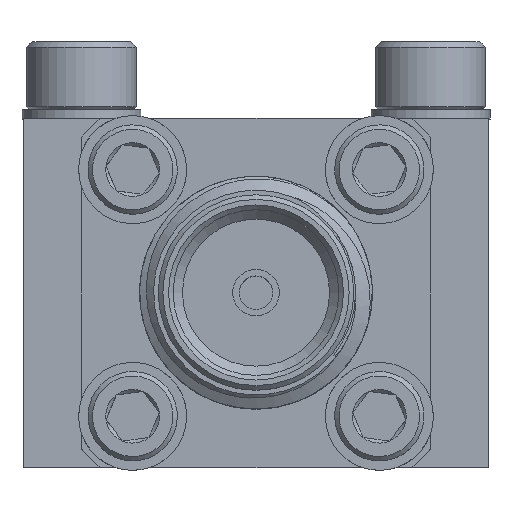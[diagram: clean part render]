
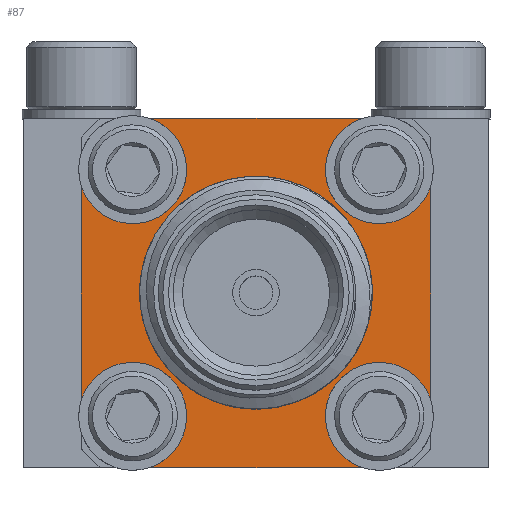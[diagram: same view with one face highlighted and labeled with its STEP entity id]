
A CAD part, top view. The second image highlights one B-rep face of the part: STEP entity #87.
In plain terms, the highlighted planar face has unit normal (0, 0, 1).
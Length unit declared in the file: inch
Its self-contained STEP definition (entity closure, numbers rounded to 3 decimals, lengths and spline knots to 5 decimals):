
#5 = LINE ( 'NONE', #10183, #5547 ) ;
#87 = ADVANCED_FACE ( 'NONE', ( #5947, #1287 ), #9654, .F. ) ;
#268 = CARTESIAN_POINT ( 'NONE',  ( 0., 0., 0.07 ) ) ;
#275 = DIRECTION ( 'NONE',  ( 1., 0., 0. ) ) ;
#290 = VERTEX_POINT ( 'NONE', #7387 ) ;
#377 = DIRECTION ( 'NONE',  ( 0., 0., 1. ) ) ;
#748 = VERTEX_POINT ( 'NONE', #3449 ) ;
#806 = EDGE_LOOP ( 'NONE', ( #3653 ) ) ;
#1037 = CIRCLE ( 'NONE', #9357, 0.058 ) ;
#1053 = ORIENTED_EDGE ( 'NONE', *, *, #9971, .T. ) ;
#1114 = AXIS2_PLACEMENT_3D ( 'NONE', #6972, #377, #11352 ) ;
#1228 = DIRECTION ( 'NONE',  ( -1., 0., 0. ) ) ;
#1287 = FACE_OUTER_BOUND ( 'NONE', #9527, .T. ) ;
#1436 = CARTESIAN_POINT ( 'NONE',  ( 0.1875, -0.11409, 0.07 ) ) ;
#1759 = VERTEX_POINT ( 'NONE', #1436 ) ;
#1824 = AXIS2_PLACEMENT_3D ( 'NONE', #7625, #8707, #4896 ) ;
#1858 = LINE ( 'NONE', #9129, #6633 ) ;
#2214 = VERTEX_POINT ( 'NONE', #10433 ) ;
#2347 = EDGE_CURVE ( 'NONE', #2214, #748, #11587, .T. ) ;
#2449 = AXIS2_PLACEMENT_3D ( 'NONE', #10867, #11858, #7111 ) ;
#2783 = VERTEX_POINT ( 'NONE', #10292 ) ;
#3277 = AXIS2_PLACEMENT_3D ( 'NONE', #268, #4136, #1228 ) ;
#3291 = CARTESIAN_POINT ( 'NONE',  ( -0.11409, 0.1875, 0.07 ) ) ;
#3449 = CARTESIAN_POINT ( 'NONE',  ( 0.1875, 0.11409, 0.07 ) ) ;
#3653 = ORIENTED_EDGE ( 'NONE', *, *, #4801, .F. ) ;
#3813 = DIRECTION ( 'NONE',  ( -1., 0., 0. ) ) ;
#3980 = EDGE_CURVE ( 'NONE', #8709, #1759, #1037, .T. ) ;
#3983 = ORIENTED_EDGE ( 'NONE', *, *, #6318, .T. ) ;
#4136 = DIRECTION ( 'NONE',  ( 0., 0., -1. ) ) ;
#4450 = VECTOR ( 'NONE', #275, 39.37008 ) ;
#4801 = EDGE_CURVE ( 'NONE', #2783, #2783, #4968, .T. ) ;
#4821 = EDGE_CURVE ( 'NONE', #1759, #748, #5, .T. ) ;
#4896 = DIRECTION ( 'NONE',  ( 0.924, -0.383, 0. ) ) ;
#4899 = CIRCLE ( 'NONE', #1824, 0.058 ) ;
#4968 = CIRCLE ( 'NONE', #8451, 0.125 ) ;
#5547 = VECTOR ( 'NONE', #8530, 39.37008 ) ;
#5681 = CARTESIAN_POINT ( 'NONE',  ( 0., 0., 0.07 ) ) ;
#5947 = FACE_BOUND ( 'NONE', #806, .T. ) ;
#6318 = EDGE_CURVE ( 'NONE', #290, #8709, #8509, .T. ) ;
#6479 = DIRECTION ( 'NONE',  ( 0., 0., 1. ) ) ;
#6521 = VECTOR ( 'NONE', #3813, 39.37008 ) ;
#6633 = VECTOR ( 'NONE', #9191, 39.37008 ) ;
#6962 = DIRECTION ( 'NONE',  ( -0.924, -0.383, 0. ) ) ;
#6972 = CARTESIAN_POINT ( 'NONE',  ( 0.1325, 0.1325, 0.07 ) ) ;
#7036 = VERTEX_POINT ( 'NONE', #7876 ) ;
#7111 = DIRECTION ( 'NONE',  ( 0.924, 0.383, 0. ) ) ;
#7118 = ORIENTED_EDGE ( 'NONE', *, *, #2347, .F. ) ;
#7265 = ORIENTED_EDGE ( 'NONE', *, *, #4821, .T. ) ;
#7329 = CARTESIAN_POINT ( 'NONE',  ( -0.1875, 0.1875, 0.07 ) ) ;
#7387 = CARTESIAN_POINT ( 'NONE',  ( -0.11409, -0.1875, 0.07 ) ) ;
#7625 = CARTESIAN_POINT ( 'NONE',  ( -0.1325, -0.1325, 0.07 ) ) ;
#7656 = EDGE_CURVE ( 'NONE', #290, #7036, #4899, .T. ) ;
#7824 = EDGE_CURVE ( 'NONE', #8092, #7036, #1858, .T. ) ;
#7876 = CARTESIAN_POINT ( 'NONE',  ( -0.1875, -0.11409, 0.07 ) ) ;
#8092 = VERTEX_POINT ( 'NONE', #11366 ) ;
#8360 = VERTEX_POINT ( 'NONE', #3291 ) ;
#8405 = LINE ( 'NONE', #7329, #6521 ) ;
#8451 = AXIS2_PLACEMENT_3D ( 'NONE', #5681, #6479, #9449 ) ;
#8509 = LINE ( 'NONE', #11310, #4450 ) ;
#8530 = DIRECTION ( 'NONE',  ( 0., 1., 0. ) ) ;
#8601 = EDGE_CURVE ( 'NONE', #8360, #8092, #10387, .T. ) ;
#8707 = DIRECTION ( 'NONE',  ( 0., 0., 1. ) ) ;
#8709 = VERTEX_POINT ( 'NONE', #11979 ) ;
#8840 = DIRECTION ( 'NONE',  ( 0., 0., -1. ) ) ;
#8852 = ORIENTED_EDGE ( 'NONE', *, *, #8601, .T. ) ;
#8859 = ORIENTED_EDGE ( 'NONE', *, *, #3980, .T. ) ;
#9129 = CARTESIAN_POINT ( 'NONE',  ( -0.1875, -0.1875, 0.07 ) ) ;
#9191 = DIRECTION ( 'NONE',  ( 0., -1., 0. ) ) ;
#9357 = AXIS2_PLACEMENT_3D ( 'NONE', #10605, #8840, #6962 ) ;
#9449 = DIRECTION ( 'NONE',  ( -1., 0., 0. ) ) ;
#9527 = EDGE_LOOP ( 'NONE', ( #7118, #1053, #8852, #11024, #11917, #3983, #8859, #7265 ) ) ;
#9654 = PLANE ( 'NONE',  #3277 ) ;
#9971 = EDGE_CURVE ( 'NONE', #2214, #8360, #8405, .T. ) ;
#10183 = CARTESIAN_POINT ( 'NONE',  ( 0.1875, -0.1875, 0.07 ) ) ;
#10292 = CARTESIAN_POINT ( 'NONE',  ( -0.125, 0., 0.07 ) ) ;
#10387 = CIRCLE ( 'NONE', #2449, 0.058 ) ;
#10433 = CARTESIAN_POINT ( 'NONE',  ( 0.11409, 0.1875, 0.07 ) ) ;
#10605 = CARTESIAN_POINT ( 'NONE',  ( 0.1325, -0.1325, 0.07 ) ) ;
#10867 = CARTESIAN_POINT ( 'NONE',  ( -0.1325, 0.1325, 0.07 ) ) ;
#11024 = ORIENTED_EDGE ( 'NONE', *, *, #7824, .T. ) ;
#11310 = CARTESIAN_POINT ( 'NONE',  ( -0.1875, -0.1875, 0.07 ) ) ;
#11352 = DIRECTION ( 'NONE',  ( -0.924, 0.383, 0. ) ) ;
#11366 = CARTESIAN_POINT ( 'NONE',  ( -0.1875, 0.11409, 0.07 ) ) ;
#11587 = CIRCLE ( 'NONE', #1114, 0.058 ) ;
#11858 = DIRECTION ( 'NONE',  ( 0., 0., -1. ) ) ;
#11917 = ORIENTED_EDGE ( 'NONE', *, *, #7656, .F. ) ;
#11979 = CARTESIAN_POINT ( 'NONE',  ( 0.11409, -0.1875, 0.07 ) ) ;
